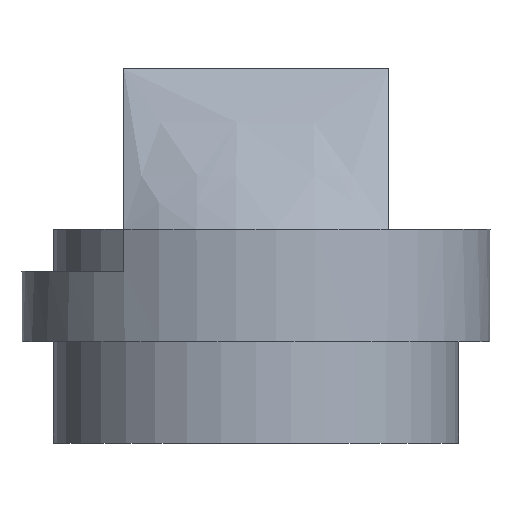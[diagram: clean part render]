
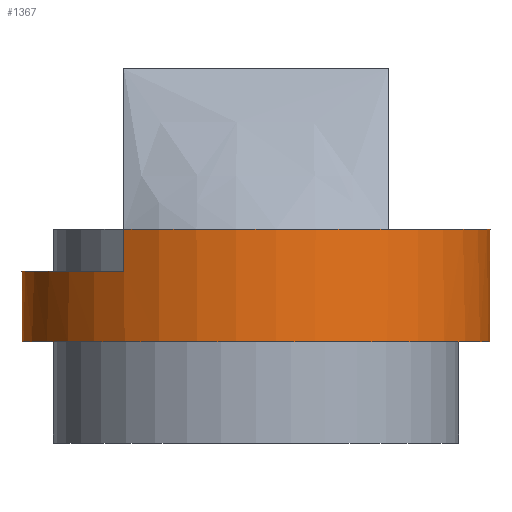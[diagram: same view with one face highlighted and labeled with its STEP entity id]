
A CAD part, left-side view. The second image highlights one B-rep face of the part: STEP entity #1367.
In plain terms, the highlighted cylindrical face has radius 20.8 mm (diameter 41.6 mm), a partial arc.
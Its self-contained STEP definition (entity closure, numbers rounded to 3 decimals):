
#139=FACE_OUTER_BOUND('',#231,.T.);
#231=EDGE_LOOP('',(#1212,#1213,#1214,#1215,#1216,#1217,#1218,#1219,#1220,
#1221));
#273=LINE('',#2092,#377);
#283=LINE('',#2163,#387);
#331=LINE('',#2408,#435);
#333=LINE('',#2417,#437);
#377=VECTOR('',#1678,10.);
#387=VECTOR('',#1702,10.);
#435=VECTOR('',#1910,10.);
#437=VECTOR('',#1918,10.);
#474=CIRCLE('',#1439,20.8);
#528=CIRCLE('',#1514,20.8);
#529=CIRCLE('',#1516,20.8);
#535=CIRCLE('',#1534,20.8);
#538=CIRCLE('',#1537,20.8);
#539=CIRCLE('',#1541,20.8);
#572=VERTEX_POINT('',#2075);
#573=VERTEX_POINT('',#2077);
#579=VERTEX_POINT('',#2090);
#589=VERTEX_POINT('',#2153);
#642=VERTEX_POINT('',#2291);
#659=VERTEX_POINT('',#2383);
#661=VERTEX_POINT('',#2405);
#662=VERTEX_POINT('',#2407);
#664=VERTEX_POINT('',#2413);
#666=VERTEX_POINT('',#2416);
#718=EDGE_CURVE('',#573,#572,#474,.T.);
#725=EDGE_CURVE('',#572,#579,#273,.T.);
#744=EDGE_CURVE('',#589,#573,#283,.T.);
#831=EDGE_CURVE('',#589,#642,#528,.T.);
#832=EDGE_CURVE('',#642,#659,#529,.T.);
#843=EDGE_CURVE('',#661,#662,#331,.T.);
#847=EDGE_CURVE('',#664,#666,#333,.T.);
#853=EDGE_CURVE('',#659,#664,#535,.T.);
#857=EDGE_CURVE('',#662,#579,#538,.T.);
#861=EDGE_CURVE('',#666,#661,#539,.T.);
#1212=ORIENTED_EDGE('',*,*,#725,.T.);
#1213=ORIENTED_EDGE('',*,*,#857,.F.);
#1214=ORIENTED_EDGE('',*,*,#843,.F.);
#1215=ORIENTED_EDGE('',*,*,#861,.F.);
#1216=ORIENTED_EDGE('',*,*,#847,.F.);
#1217=ORIENTED_EDGE('',*,*,#853,.F.);
#1218=ORIENTED_EDGE('',*,*,#832,.F.);
#1219=ORIENTED_EDGE('',*,*,#831,.F.);
#1220=ORIENTED_EDGE('',*,*,#744,.T.);
#1221=ORIENTED_EDGE('',*,*,#718,.T.);
#1297=CYLINDRICAL_SURFACE('',#1540,20.8);
#1367=ADVANCED_FACE('',(#139),#1297,.T.);
#1439=AXIS2_PLACEMENT_3D('',#2078,#1668,#1669);
#1514=AXIS2_PLACEMENT_3D('',#2381,#1873,#1874);
#1516=AXIS2_PLACEMENT_3D('',#2384,#1877,#1878);
#1534=AXIS2_PLACEMENT_3D('',#2474,#1928,#1929);
#1537=AXIS2_PLACEMENT_3D('',#2484,#1934,#1935);
#1540=AXIS2_PLACEMENT_3D('',#2490,#1943,#1944);
#1541=AXIS2_PLACEMENT_3D('',#2491,#1945,#1946);
#1668=DIRECTION('center_axis',(0.,0.,-1.));
#1669=DIRECTION('ref_axis',(-1.,0.,0.));
#1678=DIRECTION('',(0.,0.,1.));
#1702=DIRECTION('',(0.,0.,-1.));
#1873=DIRECTION('center_axis',(0.,0.,1.));
#1874=DIRECTION('ref_axis',(-1.,0.,0.));
#1877=DIRECTION('center_axis',(0.,0.,1.));
#1878=DIRECTION('ref_axis',(-1.,0.,0.));
#1910=DIRECTION('',(0.,0.,1.));
#1918=DIRECTION('',(0.,0.,-1.));
#1928=DIRECTION('center_axis',(0.,0.,1.));
#1929=DIRECTION('ref_axis',(-1.,0.,0.));
#1934=DIRECTION('center_axis',(0.,0.,1.));
#1935=DIRECTION('ref_axis',(-1.,0.,0.));
#1943=DIRECTION('center_axis',(0.,0.,-1.));
#1944=DIRECTION('ref_axis',(-1.,0.,0.));
#1945=DIRECTION('center_axis',(0.,0.,-1.));
#1946=DIRECTION('ref_axis',(-1.,0.,0.));
#2075=CARTESIAN_POINT('',(17.163,11.75,-3.75));
#2077=CARTESIAN_POINT('',(-17.163,11.75,-3.75));
#2078=CARTESIAN_POINT('Origin',(0.,0.,-3.75));
#2090=CARTESIAN_POINT('',(17.163,11.75,0.));
#2092=CARTESIAN_POINT('',(17.163,11.75,0.));
#2153=CARTESIAN_POINT('',(-17.163,11.75,0.));
#2163=CARTESIAN_POINT('',(-17.163,11.75,0.));
#2291=CARTESIAN_POINT('',(-17.163,-11.75,0.));
#2381=CARTESIAN_POINT('Origin',(0.,0.,0.));
#2383=CARTESIAN_POINT('',(17.163,-11.75,0.));
#2384=CARTESIAN_POINT('Origin',(0.,0.,0.));
#2405=CARTESIAN_POINT('',(18.228,10.019,-10.));
#2407=CARTESIAN_POINT('',(18.228,10.019,0.));
#2408=CARTESIAN_POINT('',(18.228,10.019,0.));
#2413=CARTESIAN_POINT('',(18.228,-10.019,0.));
#2416=CARTESIAN_POINT('',(18.228,-10.019,-10.));
#2417=CARTESIAN_POINT('',(18.228,-10.019,0.));
#2474=CARTESIAN_POINT('Origin',(0.,0.,0.));
#2484=CARTESIAN_POINT('Origin',(0.,0.,0.));
#2490=CARTESIAN_POINT('Origin',(0.,0.,0.));
#2491=CARTESIAN_POINT('Origin',(0.,0.,-10.));
